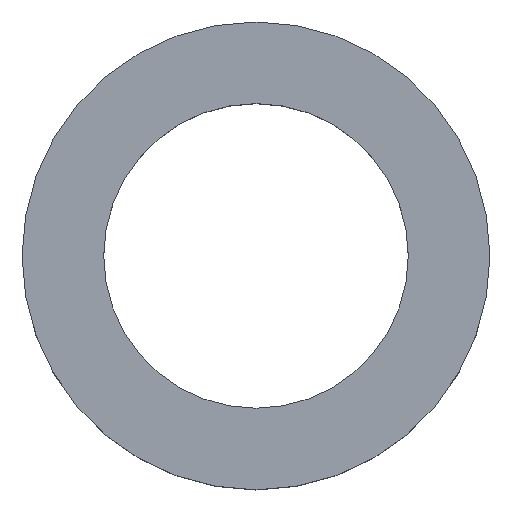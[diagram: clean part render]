
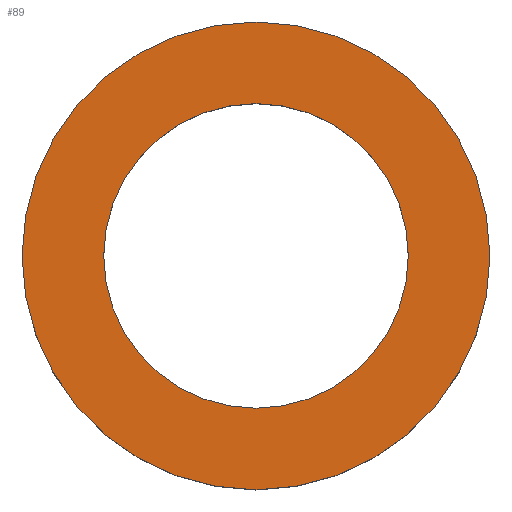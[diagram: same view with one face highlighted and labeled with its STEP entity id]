
A CAD part, top view. The second image highlights one B-rep face of the part: STEP entity #89.
In plain terms, the highlighted planar face has unit normal (0, 0, 1).
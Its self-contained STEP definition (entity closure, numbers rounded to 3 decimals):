
#28=FACE_BOUND('',#39,.T.);
#31=FACE_OUTER_BOUND('',#38,.T.);
#38=EDGE_LOOP('',(#71));
#39=EDGE_LOOP('',(#72));
#45=CIRCLE('',#111,5.6);
#46=CIRCLE('',#113,8.6);
#51=VERTEX_POINT('',#156);
#52=VERTEX_POINT('',#160);
#58=EDGE_CURVE('',#51,#51,#45,.T.);
#59=EDGE_CURVE('',#52,#52,#46,.T.);
#71=ORIENTED_EDGE('',*,*,#59,.F.);
#72=ORIENTED_EDGE('',*,*,#58,.T.);
#86=PLANE('',#112);
#89=ADVANCED_FACE('',(#31,#28),#86,.T.);
#111=AXIS2_PLACEMENT_3D('',#158,#130,#131);
#112=AXIS2_PLACEMENT_3D('',#159,#132,#133);
#113=AXIS2_PLACEMENT_3D('',#161,#134,#135);
#130=DIRECTION('center_axis',(0.,0.,-1.));
#131=DIRECTION('ref_axis',(1.,0.,0.));
#132=DIRECTION('center_axis',(0.,0.,1.));
#133=DIRECTION('ref_axis',(1.,0.,0.));
#134=DIRECTION('center_axis',(0.,0.,-1.));
#135=DIRECTION('ref_axis',(1.,0.,0.));
#156=CARTESIAN_POINT('',(0.,-5.6,2.));
#158=CARTESIAN_POINT('Origin',(0.,0.,2.));
#159=CARTESIAN_POINT('Origin',(0.,8.6,2.));
#160=CARTESIAN_POINT('',(0.,-8.6,2.));
#161=CARTESIAN_POINT('Origin',(0.,0.,2.));
